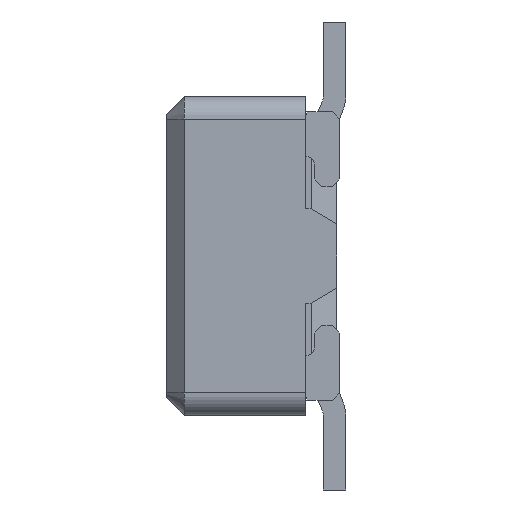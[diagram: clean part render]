
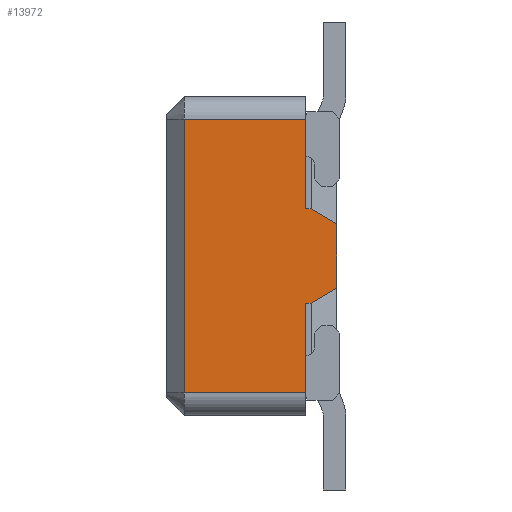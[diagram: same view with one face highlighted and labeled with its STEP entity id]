
A CAD part, left-side view. The second image highlights one B-rep face of the part: STEP entity #13972.
In plain terms, the highlighted planar face has unit normal (-1, 0, 0).
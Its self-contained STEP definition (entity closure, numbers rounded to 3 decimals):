
#2176=DIRECTION('',(0.,0.,-1.));
#2177=VECTOR('',#2176,1.83);
#2178=CARTESIAN_POINT('',(-3.,0.45,
0.915));
#2179=LINE('',#2178,#2177);
#2180=DIRECTION('',(0.,-1.,0.));
#2181=VECTOR('',#2180,0.81);
#2182=CARTESIAN_POINT('',(-3.,0.45,
0.915));
#2183=LINE('',#2182,#2181);
#2184=DIRECTION('',(0.,-1.,0.));
#2185=VECTOR('',#2184,0.04);
#2186=CARTESIAN_POINT('',(-3.,-0.36,0.315));
#2187=LINE('',#2186,#2185);
#2188=DIRECTION('',(0.,0.862,0.507));
#2189=VECTOR('',#2188,0.197);
#2190=CARTESIAN_POINT('',(-3.,-0.57,0.215));
#2191=LINE('',#2190,#2189);
#2192=DIRECTION('',(0.,-0.862,0.507));
#2193=VECTOR('',#2192,0.197);
#2194=CARTESIAN_POINT('',(-3.,-0.4,-0.315));
#2195=LINE('',#2194,#2193);
#2196=DIRECTION('',(0.,-1.,0.));
#2197=VECTOR('',#2196,0.04);
#2198=CARTESIAN_POINT('',(-3.,-0.36,-0.315));
#2199=LINE('',#2198,#2197);
#2200=DIRECTION('',(0.,1.,0.));
#2201=VECTOR('',#2200,0.81);
#2202=CARTESIAN_POINT('',(-3.,-0.36,-0.915));
#2203=LINE('',#2202,#2201);
#2246=DIRECTION('',(0.,0.,1.));
#2247=VECTOR('',#2246,0.6);
#2248=CARTESIAN_POINT('',(-3.,-0.36,0.315));
#2249=LINE('',#2248,#2247);
#2329=DIRECTION('',(0.,0.,1.));
#2330=VECTOR('',#2329,0.6);
#2331=CARTESIAN_POINT('',(-3.,-0.36,-0.915));
#2332=LINE('',#2331,#2330);
#2401=DIRECTION('',(0.,0.,1.));
#2402=VECTOR('',#2401,0.43);
#2403=CARTESIAN_POINT('',(-3.,-0.57,-0.215));
#2404=LINE('',#2403,#2402);
#8801=CARTESIAN_POINT('',(-3.,-0.36,0.315));
#8803=VERTEX_POINT('',#8801);
#8806=CARTESIAN_POINT('',(-3.,-0.36,-0.315));
#8808=VERTEX_POINT('',#8806);
#9149=CARTESIAN_POINT('',(-3.,-0.36,-0.915));
#9151=VERTEX_POINT('',#9149);
#9154=CARTESIAN_POINT('',(-3.,-0.36,0.915));
#9156=VERTEX_POINT('',#9154);
#9157=CARTESIAN_POINT('',(-3.,0.45,-0.915));
#9159=VERTEX_POINT('',#9157);
#9182=CARTESIAN_POINT('',(-3.,0.45,0.915));
#9184=VERTEX_POINT('',#9182);
#9199=CARTESIAN_POINT('',(-3.,-0.57,0.215));
#9200=CARTESIAN_POINT('',(-3.,-0.4,0.315));
#9201=VERTEX_POINT('',#9199);
#9202=VERTEX_POINT('',#9200);
#9203=CARTESIAN_POINT('',(-3.,-0.4,-0.315));
#9204=CARTESIAN_POINT('',(-3.,-0.57,-0.215));
#9205=VERTEX_POINT('',#9203);
#9206=VERTEX_POINT('',#9204);
#13946=CARTESIAN_POINT('',(-3.,0.57,-1.065));
#13947=DIRECTION('',(-1.,0.,0.));
#13948=DIRECTION('',(0.,-1.,0.));
#13949=AXIS2_PLACEMENT_3D('',#13946,#13947,#13948);
#13950=PLANE('',#13949);
#13952=ORIENTED_EDGE('',*,*,#13951,.F.);
#13954=ORIENTED_EDGE('',*,*,#13953,.T.);
#13956=ORIENTED_EDGE('',*,*,#13955,.F.);
#13958=ORIENTED_EDGE('',*,*,#13957,.T.);
#13960=ORIENTED_EDGE('',*,*,#13959,.F.);
#13962=ORIENTED_EDGE('',*,*,#13961,.F.);
#13964=ORIENTED_EDGE('',*,*,#13963,.F.);
#13966=ORIENTED_EDGE('',*,*,#13965,.F.);
#13968=ORIENTED_EDGE('',*,*,#13967,.F.);
#13969=ORIENTED_EDGE('',*,*,#13938,.T.);
#13970=EDGE_LOOP('',(#13952,#13954,#13956,#13958,#13960,#13962,#13964,#13966,
#13968,#13969));
#13971=FACE_OUTER_BOUND('',#13970,.F.);
#13972=ADVANCED_FACE('',(#13971),#13950,.T.);
#13938=EDGE_CURVE('',#9151,#9159,#2203,.T.);
#13951=EDGE_CURVE('',#9184,#9159,#2179,.T.);
#13953=EDGE_CURVE('',#9184,#9156,#2183,.T.);
#13955=EDGE_CURVE('',#8803,#9156,#2249,.T.);
#13957=EDGE_CURVE('',#8803,#9202,#2187,.T.);
#13959=EDGE_CURVE('',#9201,#9202,#2191,.T.);
#13961=EDGE_CURVE('',#9206,#9201,#2404,.T.);
#13963=EDGE_CURVE('',#9205,#9206,#2195,.T.);
#13965=EDGE_CURVE('',#8808,#9205,#2199,.T.);
#13967=EDGE_CURVE('',#9151,#8808,#2332,.T.);
